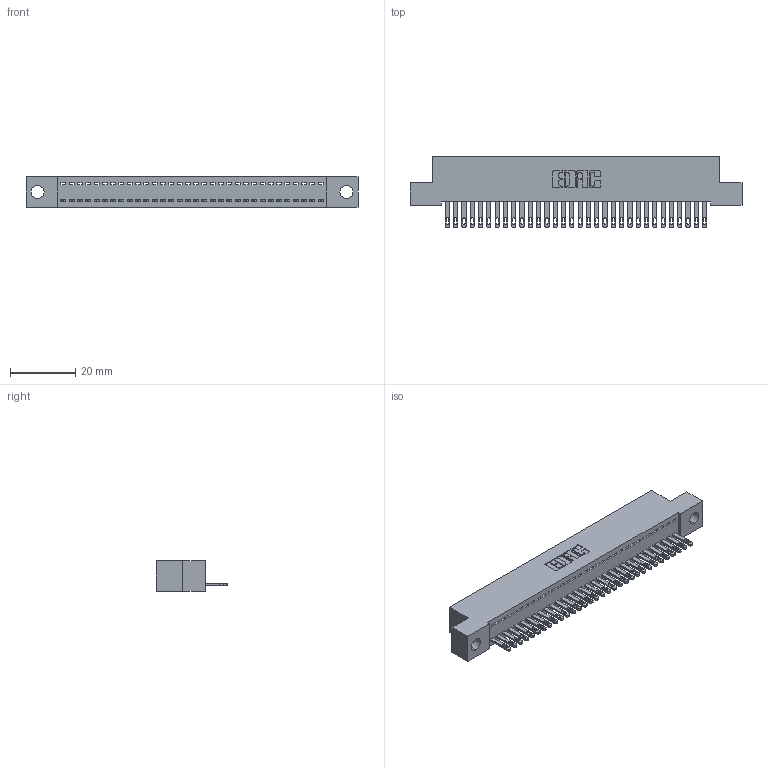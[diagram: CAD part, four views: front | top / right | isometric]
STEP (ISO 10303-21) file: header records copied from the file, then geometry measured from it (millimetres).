
FILE_DESCRIPTION (( 'STEP AP203' ), '1' );
FILE_NAME ('892-032-500-104.STEP', '2020-09-21T15:21:00', ( '' ), ( '' ), 'SwSTEP 2.0', 'SolidWorks 2020', '' );
FILE_SCHEMA (( 'CONFIG_CONTROL_DESIGN' ));
Length unit declared in the file: inch
Products named in the file (3): 842 Part_.156 TH; 345-292-001_345-293-100; 892-032-500-104
Assembly tree (33 placements, depth 2):
  892-032-500-104
    842 Part_.156 TH
    345-292-001_345-293-100  x32
Bounding box: 101.6 x 21.85 x 9.4 mm (x, y, z)
Volume: 8804.2 mm3; surface area: 12623.7 mm2
Topology: 33 solids, 33 shells, 1838 faces, 5675 edges, 3782 vertices
Faces by surface type: plane 1218, cylinder 620
Entity records: 20657 total; most frequent: CARTESIAN_POINT 3570, ORIENTED_EDGE 3538, DIRECTION 3033, EDGE_CURVE 1769, VECTOR 1637, LINE 1637, VERTEX_POINT 1178, AXIS2_PLACEMENT_3D 698
